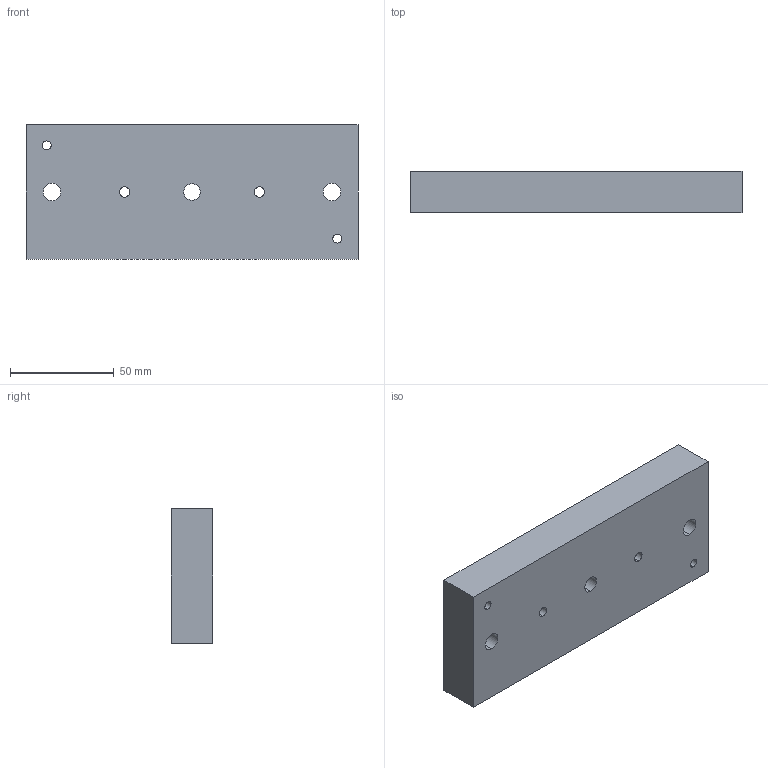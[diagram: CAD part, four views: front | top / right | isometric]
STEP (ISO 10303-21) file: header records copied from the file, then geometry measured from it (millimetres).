
FILE_DESCRIPTION (( 'STEP AP214' ), '1' );
FILE_NAME ('ARL-YY1-01-forme.STEP', '2022-04-06T07:30:09', ( 'T' ), ( 'F' ), 'SwSTEP 2.0', 'SolidWorks 2001340', '' );
FILE_SCHEMA (( 'AUTOMOTIVE_DESIGN' ));
Length unit declared in the file: millimetre
Products named in the file (1): ARL-YY1-01-forme
Bounding box: 160 x 20 x 65 mm (x, y, z)
Volume: 146836.8 mm3; surface area: 34465.7 mm2
Topology: 1 solids, 1 shells, 32 faces, 86 edges, 57 vertices
Faces by surface type: cylinder 17, plane 11, torus 4
Entity records: 1166 total; most frequent: CARTESIAN_POINT 204, DIRECTION 195, ORIENTED_EDGE 172, EDGE_CURVE 86, AXIS2_PLACEMENT_3D 80, VERTEX_POINT 57, EDGE_LOOP 47, CIRCLE 47
